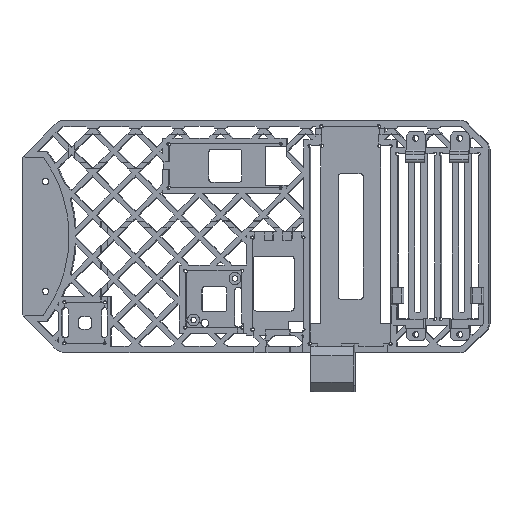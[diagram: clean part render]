
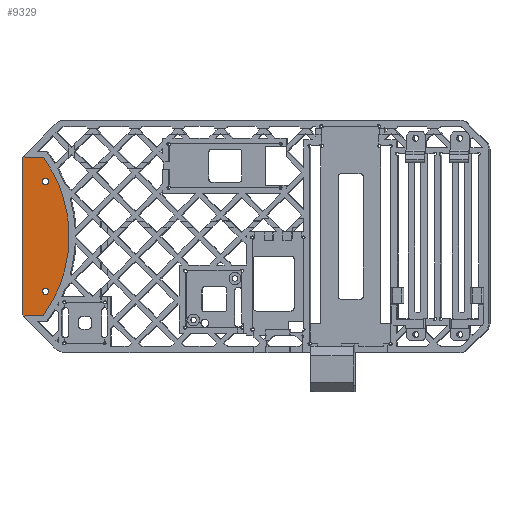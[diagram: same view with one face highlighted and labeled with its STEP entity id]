
A CAD part, top view. The second image highlights one B-rep face of the part: STEP entity #9329.
In plain terms, the highlighted planar face has unit normal (-0.044, 0, 0.999).
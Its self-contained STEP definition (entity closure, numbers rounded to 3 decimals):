
#136 = EDGE_CURVE ( 'NONE', #16026, #21849, #21973, .T. ) ;
#522 = CIRCLE ( 'NONE', #3897, 1. ) ;
#1113 = VECTOR ( 'NONE', #14726, 1000. ) ;
#1906 = VECTOR ( 'NONE', #9932, 1000. ) ;
#2153 = ORIENTED_EDGE ( 'NONE', *, *, #13274, .T. ) ;
#2320 = CARTESIAN_POINT ( 'NONE',  ( 27.271, 25., 5.245 ) ) ;
#2508 = ORIENTED_EDGE ( 'NONE', *, *, #4429, .T. ) ;
#2696 = ORIENTED_EDGE ( 'NONE', *, *, #30911, .T. ) ;
#2820 = LINE ( 'NONE', #13550, #21696 ) ;
#3218 = CIRCLE ( 'NONE', #18970, 1. ) ;
#3469 = CARTESIAN_POINT ( 'NONE',  ( 34.164, -25.1, 5.546 ) ) ;
#3897 = AXIS2_PLACEMENT_3D ( 'NONE', #24365, #24201, #16270 ) ;
#3988 = LINE ( 'NONE', #20013, #1113 ) ;
#4270 = EDGE_LOOP ( 'NONE', ( #23130, #2153, #13573, #20819, #15869, #20585, #23167, #33386 ) ) ;
#4335 = LINE ( 'NONE', #15071, #15458 ) ;
#4429 = EDGE_CURVE ( 'NONE', #29982, #32366, #522, .T. ) ;
#5181 = LINE ( 'NONE', #7296, #1906 ) ;
#5187 = EDGE_CURVE ( 'NONE', #10117, #16026, #4335, .T. ) ;
#5380 = DIRECTION ( 'NONE',  ( 0.044, 0., -0.999 ) ) ;
#5636 = CARTESIAN_POINT ( 'NONE',  ( 43.066, 0., 5.935 ) ) ;
#6445 = CARTESIAN_POINT ( 'NONE',  ( 28.077, 25.807, 5.28 ) ) ;
#6630 = EDGE_CURVE ( 'NONE', #25196, #19248, #3988, .T. ) ;
#7245 = AXIS2_PLACEMENT_3D ( 'NONE', #18312, #10214, #26594 ) ;
#7296 = CARTESIAN_POINT ( 'NONE',  ( -0.177, -25.1, 4.047 ) ) ;
#7598 = DIRECTION ( 'NONE',  ( 0.382, 0.924, 0.017 ) ) ;
#8747 = VECTOR ( 'NONE', #20985, 1000. ) ;
#9327 = CARTESIAN_POINT ( 'NONE',  ( 34.764, -17.5, 5.572 ) ) ;
#9329 = ADVANCED_FACE ( 'NONE', ( #29398, #32034, #26412 ), #34509, .F. ) ;
#9932 = DIRECTION ( 'NONE',  ( 0.999, 0., 0.044 ) ) ;
#10117 = VERTEX_POINT ( 'NONE', #17245 ) ;
#10214 = DIRECTION ( 'NONE',  ( 0.044, 0., -0.999 ) ) ;
#10376 = DIRECTION ( 'NONE',  ( 0.044, 0., -0.999 ) ) ;
#10899 = CARTESIAN_POINT ( 'NONE',  ( -0.177, -27.5, 4.047 ) ) ;
#11892 = DIRECTION ( 'NONE',  ( -0.999, 0., -0.044 ) ) ;
#12386 = EDGE_CURVE ( 'NONE', #21849, #27222, #34037, .T. ) ;
#13062 = CARTESIAN_POINT ( 'NONE',  ( 23.342, -37.251, 5.073 ) ) ;
#13075 = CARTESIAN_POINT ( 'NONE',  ( 1.059, -1.237, 4.101 ) ) ;
#13274 = EDGE_CURVE ( 'NONE', #25196, #21805, #21159, .T. ) ;
#13550 = CARTESIAN_POINT ( 'NONE',  ( 27.271, 0., 5.245 ) ) ;
#13573 = ORIENTED_EDGE ( 'NONE', *, *, #26818, .T. ) ;
#13905 = CARTESIAN_POINT ( 'NONE',  ( 40.939, -13.416, 5.842 ) ) ;
#14726 = DIRECTION ( 'NONE',  ( -0.706, 0.707, -0.031 ) ) ;
#14795 = DIRECTION ( 'NONE',  ( -0.999, 0., -0.044 ) ) ;
#15014 = B_SPLINE_CURVE_WITH_KNOTS ( 'NONE', 3,
 ( #29763, #29921, #13905, #5636, #16361, #30419, #27974 ),
 .UNSPECIFIED., .F., .F.,
 ( 4, 1, 1, 1, 4 ),
 ( 2.511, 2.826, 3.142, 3.457, 3.773 ),
 .UNSPECIFIED. ) ;
#15071 = CARTESIAN_POINT ( 'NONE',  ( -0.177, 25.1, 4.047 ) ) ;
#15458 = VECTOR ( 'NONE', #11892, 1000. ) ;
#15869 = ORIENTED_EDGE ( 'NONE', *, *, #5187, .T. ) ;
#16026 = VERTEX_POINT ( 'NONE', #28008 ) ;
#16103 = DIRECTION ( 'NONE',  ( -0.999, 0., -0.044 ) ) ;
#16270 = DIRECTION ( 'NONE',  ( -0.999, 0., -0.044 ) ) ;
#16361 = CARTESIAN_POINT ( 'NONE',  ( 40.939, 13.416, 5.842 ) ) ;
#16384 = CARTESIAN_POINT ( 'NONE',  ( 35.763, 17.5, 5.616 ) ) ;
#17245 = CARTESIAN_POINT ( 'NONE',  ( 34.164, 25.1, 5.546 ) ) ;
#17788 = DIRECTION ( 'NONE',  ( 0.044, 0., -0.999 ) ) ;
#18269 = EDGE_CURVE ( 'NONE', #27652, #27850, #31421, .T. ) ;
#18312 = CARTESIAN_POINT ( 'NONE',  ( 34.764, 17.5, 5.572 ) ) ;
#18384 = EDGE_LOOP ( 'NONE', ( #27624, #34437 ) ) ;
#18728 = CARTESIAN_POINT ( 'NONE',  ( 34.764, 17.5, 5.572 ) ) ;
#18916 = VECTOR ( 'NONE', #7598, 1000. ) ;
#18970 = AXIS2_PLACEMENT_3D ( 'NONE', #18728, #5380, #16103 ) ;
#19204 = VECTOR ( 'NONE', #30407, 1000. ) ;
#19248 = VERTEX_POINT ( 'NONE', #33301 ) ;
#19996 = VERTEX_POINT ( 'NONE', #3469 ) ;
#20013 = CARTESIAN_POINT ( 'NONE',  ( 1.059, 1.237, 4.101 ) ) ;
#20062 = CIRCLE ( 'NONE', #24574, 1. ) ;
#20585 = ORIENTED_EDGE ( 'NONE', *, *, #136, .T. ) ;
#20819 = ORIENTED_EDGE ( 'NONE', *, *, #31241, .T. ) ;
#20985 = DIRECTION ( 'NONE',  ( -0.706, -0.707, -0.031 ) ) ;
#21159 = LINE ( 'NONE', #13062, #18916 ) ;
#21259 = CARTESIAN_POINT ( 'NONE',  ( 35.763, -17.5, 5.616 ) ) ;
#21630 = DIRECTION ( 'NONE',  ( -0.999, 0., -0.044 ) ) ;
#21696 = VECTOR ( 'NONE', #24287, 1000. ) ;
#21791 = CARTESIAN_POINT ( 'NONE',  ( 33.765, 17.5, 5.529 ) ) ;
#21805 = VERTEX_POINT ( 'NONE', #22627 ) ;
#21849 = VERTEX_POINT ( 'NONE', #6445 ) ;
#21973 = LINE ( 'NONE', #32890, #19204 ) ;
#22627 = CARTESIAN_POINT ( 'NONE',  ( 28.37, -25.1, 5.293 ) ) ;
#23130 = ORIENTED_EDGE ( 'NONE', *, *, #6630, .F. ) ;
#23147 = CARTESIAN_POINT ( 'NONE',  ( 33.765, -17.5, 5.529 ) ) ;
#23167 = ORIENTED_EDGE ( 'NONE', *, *, #12386, .T. ) ;
#24201 = DIRECTION ( 'NONE',  ( 0.044, 0., -0.999 ) ) ;
#24287 = DIRECTION ( 'NONE',  ( 0., 1., 0. ) ) ;
#24365 = CARTESIAN_POINT ( 'NONE',  ( 34.764, -17.5, 5.572 ) ) ;
#24574 = AXIS2_PLACEMENT_3D ( 'NONE', #9327, #17788, #14795 ) ;
#24804 = EDGE_LOOP ( 'NONE', ( #2696, #2508 ) ) ;
#25196 = VERTEX_POINT ( 'NONE', #27760 ) ;
#26412 = FACE_BOUND ( 'NONE', #18384, .T. ) ;
#26594 = DIRECTION ( 'NONE',  ( -0.999, 0., -0.044 ) ) ;
#26700 = AXIS2_PLACEMENT_3D ( 'NONE', #10899, #10376, #21630 ) ;
#26818 = EDGE_CURVE ( 'NONE', #21805, #19996, #5181, .T. ) ;
#27222 = VERTEX_POINT ( 'NONE', #2320 ) ;
#27624 = ORIENTED_EDGE ( 'NONE', *, *, #18269, .T. ) ;
#27652 = VERTEX_POINT ( 'NONE', #21791 ) ;
#27760 = CARTESIAN_POINT ( 'NONE',  ( 28.077, -25.807, 5.28 ) ) ;
#27850 = VERTEX_POINT ( 'NONE', #16384 ) ;
#27974 = CARTESIAN_POINT ( 'NONE',  ( 34.164, 25.1, 5.546 ) ) ;
#28008 = CARTESIAN_POINT ( 'NONE',  ( 28.37, 25.1, 5.293 ) ) ;
#29398 = FACE_BOUND ( 'NONE', #24804, .T. ) ;
#29763 = CARTESIAN_POINT ( 'NONE',  ( 34.164, -25.1, 5.546 ) ) ;
#29921 = CARTESIAN_POINT ( 'NONE',  ( 36.792, -21.503, 5.661 ) ) ;
#29982 = VERTEX_POINT ( 'NONE', #21259 ) ;
#30407 = DIRECTION ( 'NONE',  ( -0.382, 0.924, -0.017 ) ) ;
#30419 = CARTESIAN_POINT ( 'NONE',  ( 36.792, 21.503, 5.661 ) ) ;
#30911 = EDGE_CURVE ( 'NONE', #32366, #29982, #20062, .T. ) ;
#31241 = EDGE_CURVE ( 'NONE', #19996, #10117, #15014, .T. ) ;
#31421 = CIRCLE ( 'NONE', #7245, 1. ) ;
#31767 = EDGE_CURVE ( 'NONE', #19248, #27222, #2820, .T. ) ;
#32034 = FACE_OUTER_BOUND ( 'NONE', #4270, .T. ) ;
#32366 = VERTEX_POINT ( 'NONE', #23147 ) ;
#32517 = EDGE_CURVE ( 'NONE', #27850, #27652, #3218, .T. ) ;
#32890 = CARTESIAN_POINT ( 'NONE',  ( 42.769, -9.695, 5.922 ) ) ;
#33301 = CARTESIAN_POINT ( 'NONE',  ( 27.271, -25., 5.245 ) ) ;
#33386 = ORIENTED_EDGE ( 'NONE', *, *, #31767, .F. ) ;
#34037 = LINE ( 'NONE', #13075, #8747 ) ;
#34437 = ORIENTED_EDGE ( 'NONE', *, *, #32517, .T. ) ;
#34509 = PLANE ( 'NONE',  #26700 ) ;
